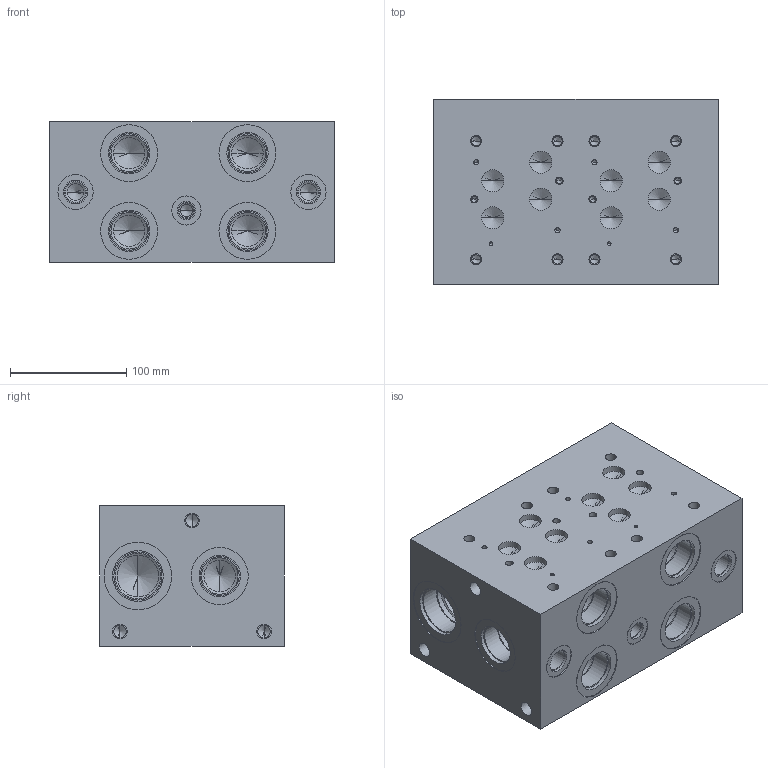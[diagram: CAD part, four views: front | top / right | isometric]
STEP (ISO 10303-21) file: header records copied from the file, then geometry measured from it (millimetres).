
FILE_DESCRIPTION((''),'2;1');
FILE_NAME('AD07HP024S_S.stp','2009-05-22T10:52:35',('tomw'),(''),'Autodesk Inventor 2009','Autodesk Inventor 2009','');
FILE_SCHEMA(('AUTOMOTIVE_DESIGN { 1 0 10303 214 1 1 1 1 }'));
Length unit declared in the file: inch
Products named in the file (1): d7hp24ss_3D
Bounding box: 244.47 x 158.75 x 120.65 mm (x, y, z)
Volume: 4148704.1 mm3; surface area: 253022.5 mm2
Topology: 1 solids, 1 shells, 272 faces, 577 edges, 318 vertices
Faces by surface type: cylinder 111, cone 100, plane 61
Full cylindrical faces by diameter (mm): 3.175 x2, 4.369 x4, 5.105 x4, 6.35 x4, 7.925 x8, 9.525 x8, 10.719 x7, 12.7 x6, 12.903 x1, 14.288 x1, 14.3 x2, 15.596 x1, 17.501 x2, 19.05 x10, 20.599 x2, 25.019 x1, 25.4 x1, 27 x6, 30.251 x2, 31.267 x6, 31.75 x1, 33.338 x6, 34.133 x1, 35.509 x6, 35.712 x2, 35.999 x1, 36.513 x1, 39.218 x2, 39.688 x1, 41.275 x2
Entity records: 6120 total; most frequent: DIRECTION 1178, CARTESIAN_POINT 957, ORIENTED_EDGE 732, AXIS2_PLACEMENT_3D 539, EDGE_LOOP 494, EDGE_CURVE 366, VERTEX_POINT 318, FACE_OUTER_BOUND 272
